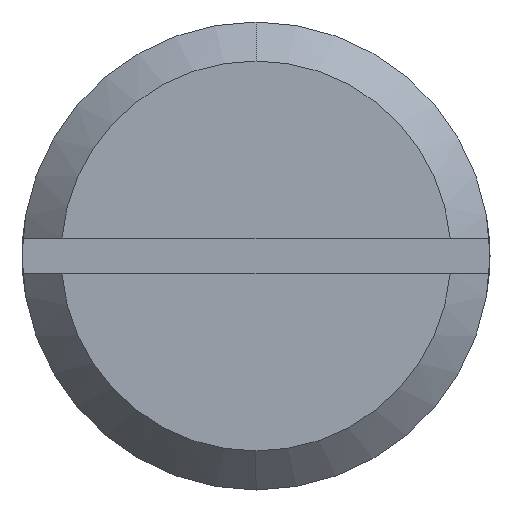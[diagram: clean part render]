
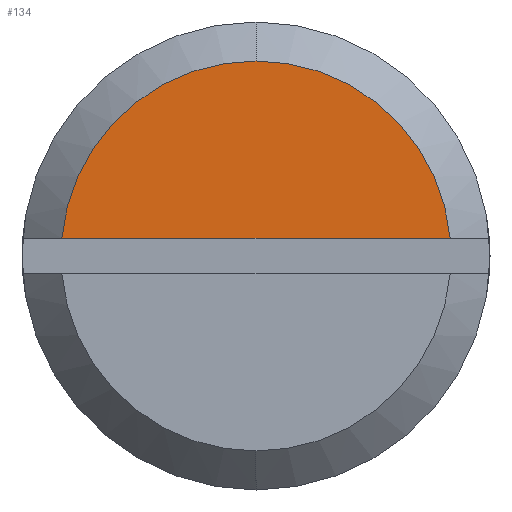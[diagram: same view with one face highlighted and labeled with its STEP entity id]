
A CAD part, front view. The second image highlights one B-rep face of the part: STEP entity #134.
In plain terms, the highlighted face is planar.
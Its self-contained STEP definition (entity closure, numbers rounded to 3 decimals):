
#134=ADVANCED_FACE('',(#379),#378,.F.);
#378=PLANE('',#696);
#379=FACE_OUTER_BOUND('',#697,.T.);
#693=CARTESIAN_POINT('',(-12.,-11.951,-0.01));
#694=DIRECTION('',(1.,0.,0.));
#695=DIRECTION('',(0.,1.,0.));
#696=AXIS2_PLACEMENT_3D('',#693,#694,#695);
#697=EDGE_LOOP('',(#946,#947,#948));
#946=ORIENTED_EDGE('',*,*,#1092,.T.);
#947=ORIENTED_EDGE('',*,*,#1093,.T.);
#948=ORIENTED_EDGE('',*,*,#1094,.T.);
#1092=EDGE_CURVE('',#1546,#1547,#1548,.T.);
#1093=EDGE_CURVE('',#1547,#1554,#1555,.T.);
#1094=EDGE_CURVE('',#1554,#1546,#1561,.T.);
#1546=VERTEX_POINT('',#2051);
#1547=VERTEX_POINT('',#2052);
#1548=CIRCLE('',#2056,10.);
#1554=VERTEX_POINT('',#2057);
#1555=CIRCLE('',#2061,10.);
#1561=LINE('',#2062,#2063);
#2051=CARTESIAN_POINT('',(-12.,-9.959,0.9));
#2052=CARTESIAN_POINT('',(-12.,0.,10.));
#2053=CARTESIAN_POINT('',(-12.,0.,0.));
#2054=DIRECTION('',(-1.,0.,0.));
#2055=DIRECTION('',(0.,0.,-1.));
#2056=AXIS2_PLACEMENT_3D('',#2053,#2054,#2055);
#2057=CARTESIAN_POINT('',(-12.,9.959,0.9));
#2058=CARTESIAN_POINT('',(-12.,0.,0.));
#2059=DIRECTION('',(-1.,0.,0.));
#2060=DIRECTION('',(0.,0.,-1.));
#2061=AXIS2_PLACEMENT_3D('',#2058,#2059,#2060);
#2062=CARTESIAN_POINT('',(-12.,9.959,0.9));
#2063=VECTOR('',#2064,19.919);
#2064=DIRECTION('',(0.,-1.,0.));
